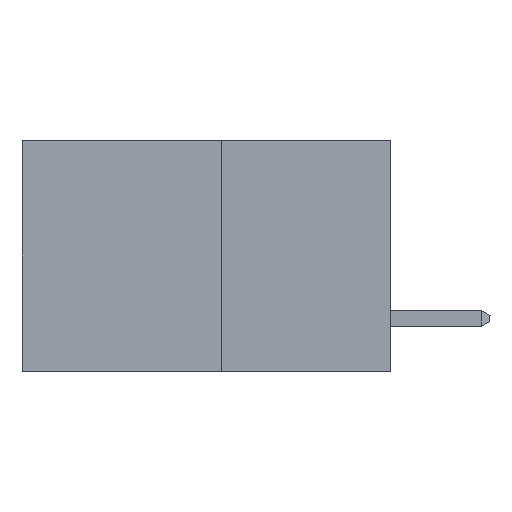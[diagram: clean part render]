
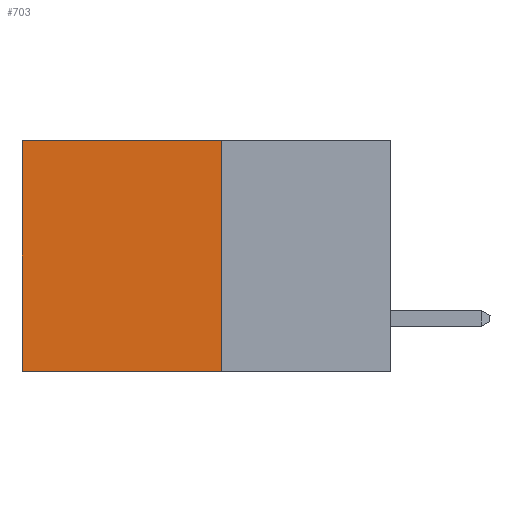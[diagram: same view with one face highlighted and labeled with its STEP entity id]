
A CAD part, left-side view. The second image highlights one B-rep face of the part: STEP entity #703.
In plain terms, the highlighted planar face has unit normal (-1, 0, 0).
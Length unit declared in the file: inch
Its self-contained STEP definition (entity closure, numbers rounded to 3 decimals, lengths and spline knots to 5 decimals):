
#19 = FACE_OUTER_BOUND ( 'NONE', #4733, .T. ) ;
#111 = DIRECTION ( 'NONE',  ( 0., 0., -1. ) ) ;
#345 = LINE ( 'NONE', #4870, #8647 ) ;
#545 = LINE ( 'NONE', #5332, #7709 ) ;
#703 = ADVANCED_FACE ( 'NONE', ( #19 ), #6596, .F. ) ;
#1990 = VERTEX_POINT ( 'NONE', #5384 ) ;
#2133 = CARTESIAN_POINT ( 'NONE',  ( 0.277, 0.59, 0. ) ) ;
#2246 = DIRECTION ( 'NONE',  ( 1., 0., 0. ) ) ;
#2389 = EDGE_CURVE ( 'NONE', #7691, #3740, #345, .T. ) ;
#2422 = EDGE_CURVE ( 'NONE', #1990, #2953, #3248, .T. ) ;
#2802 = DIRECTION ( 'NONE',  ( 0., 1., 0. ) ) ;
#2890 = VECTOR ( 'NONE', #111, 39.37008 ) ;
#2953 = VERTEX_POINT ( 'NONE', #2133 ) ;
#2986 = CARTESIAN_POINT ( 'NONE',  ( 0.277, 0.27, -0.37 ) ) ;
#3076 = ORIENTED_EDGE ( 'NONE', *, *, #2422, .T. ) ;
#3248 = LINE ( 'NONE', #6914, #6653 ) ;
#3580 = DIRECTION ( 'NONE',  ( 0., 0., -1. ) ) ;
#3713 = EDGE_CURVE ( 'NONE', #2953, #3740, #545, .T. ) ;
#3740 = VERTEX_POINT ( 'NONE', #8704 ) ;
#4733 = EDGE_LOOP ( 'NONE', ( #7873, #5571, #5811, #3076 ) ) ;
#4738 = LINE ( 'NONE', #2986, #2890 ) ;
#4870 = CARTESIAN_POINT ( 'NONE',  ( 0.277, 0.27, -0.37 ) ) ;
#5332 = CARTESIAN_POINT ( 'NONE',  ( 0.277, 0.59, -0.37 ) ) ;
#5384 = CARTESIAN_POINT ( 'NONE',  ( 0.277, 0.27, 0. ) ) ;
#5458 = AXIS2_PLACEMENT_3D ( 'NONE', #5665, #2246, #3580 ) ;
#5565 = DIRECTION ( 'NONE',  ( 0., 1., 0. ) ) ;
#5571 = ORIENTED_EDGE ( 'NONE', *, *, #2389, .F. ) ;
#5665 = CARTESIAN_POINT ( 'NONE',  ( 0.277, 0.27, -0.37 ) ) ;
#5811 = ORIENTED_EDGE ( 'NONE', *, *, #5886, .F. ) ;
#5886 = EDGE_CURVE ( 'NONE', #1990, #7691, #4738, .T. ) ;
#6189 = CARTESIAN_POINT ( 'NONE',  ( 0.277, 0.27, -0.37 ) ) ;
#6596 = PLANE ( 'NONE',  #5458 ) ;
#6653 = VECTOR ( 'NONE', #5565, 39.37008 ) ;
#6914 = CARTESIAN_POINT ( 'NONE',  ( 0.277, 0.27, 0. ) ) ;
#7373 = DIRECTION ( 'NONE',  ( 0., 0., -1. ) ) ;
#7691 = VERTEX_POINT ( 'NONE', #6189 ) ;
#7709 = VECTOR ( 'NONE', #7373, 39.37008 ) ;
#7873 = ORIENTED_EDGE ( 'NONE', *, *, #3713, .T. ) ;
#8647 = VECTOR ( 'NONE', #2802, 39.37008 ) ;
#8704 = CARTESIAN_POINT ( 'NONE',  ( 0.277, 0.59, -0.37 ) ) ;
